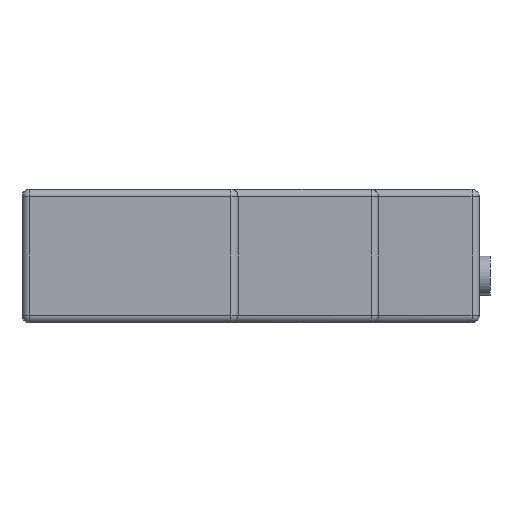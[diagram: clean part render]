
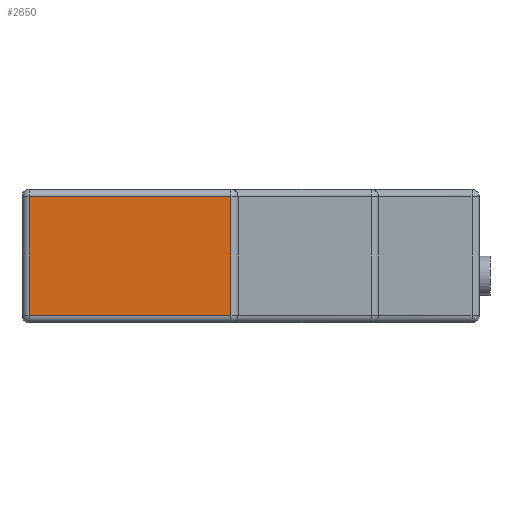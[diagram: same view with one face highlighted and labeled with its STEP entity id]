
A CAD part, front view. The second image highlights one B-rep face of the part: STEP entity #2650.
In plain terms, the highlighted planar face has unit normal (0, -1, 0).
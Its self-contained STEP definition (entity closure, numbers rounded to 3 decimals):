
#1 = LINE ( 'NONE', #356, #2083 ) ;
#25 = CARTESIAN_POINT ( 'NONE',  ( 29., -45.5, 8.25 ) ) ;
#185 = DIRECTION ( 'NONE',  ( -1., 0., 0. ) ) ;
#191 = CARTESIAN_POINT ( 'NONE',  ( 30., -45.5, 8.25 ) ) ;
#309 = VERTEX_POINT ( 'NONE', #831 ) ;
#350 = LINE ( 'NONE', #191, #2445 ) ;
#356 = CARTESIAN_POINT ( 'NONE',  ( 29., -45.5, 9.25 ) ) ;
#357 = DIRECTION ( 'NONE',  ( 0., 0., -1. ) ) ;
#376 = DIRECTION ( 'NONE',  ( 0., 0., 1. ) ) ;
#549 = EDGE_CURVE ( 'NONE', #1513, #701, #1, .T. ) ;
#634 = EDGE_CURVE ( 'NONE', #701, #309, #350, .T. ) ;
#701 = VERTEX_POINT ( 'NONE', #25 ) ;
#740 = DIRECTION ( 'NONE',  ( -1., 0., 0. ) ) ;
#743 = DIRECTION ( 'NONE',  ( 0., 1., 0. ) ) ;
#766 = PLANE ( 'NONE',  #1789 ) ;
#805 = CARTESIAN_POINT ( 'NONE',  ( 30., -45.5, 9.25 ) ) ;
#831 = CARTESIAN_POINT ( 'NONE',  ( 1., -45.5, 8.25 ) ) ;
#972 = CARTESIAN_POINT ( 'NONE',  ( 1., -45.5, 9.25 ) ) ;
#1063 = ORIENTED_EDGE ( 'NONE', *, *, #1072, .T. ) ;
#1072 = EDGE_CURVE ( 'NONE', #309, #1204, #1555, .T. ) ;
#1204 = VERTEX_POINT ( 'NONE', #3242 ) ;
#1238 = FACE_OUTER_BOUND ( 'NONE', #2430, .T. ) ;
#1513 = VERTEX_POINT ( 'NONE', #2129 ) ;
#1529 = EDGE_CURVE ( 'NONE', #1204, #1513, #2631, .T. ) ;
#1555 = LINE ( 'NONE', #972, #2723 ) ;
#1597 = ORIENTED_EDGE ( 'NONE', *, *, #549, .T. ) ;
#1789 = AXIS2_PLACEMENT_3D ( 'NONE', #805, #743, #740 ) ;
#1943 = VECTOR ( 'NONE', #3073, 1000. ) ;
#2083 = VECTOR ( 'NONE', #376, 1000. ) ;
#2129 = CARTESIAN_POINT ( 'NONE',  ( 29., -45.5, -8.25 ) ) ;
#2430 = EDGE_LOOP ( 'NONE', ( #2928, #1063, #2759, #1597 ) ) ;
#2445 = VECTOR ( 'NONE', #185, 1000. ) ;
#2631 = LINE ( 'NONE', #3071, #1943 ) ;
#2650 = ADVANCED_FACE ( 'NONE', ( #1238 ), #766, .F. ) ;
#2723 = VECTOR ( 'NONE', #357, 1000. ) ;
#2759 = ORIENTED_EDGE ( 'NONE', *, *, #1529, .T. ) ;
#2928 = ORIENTED_EDGE ( 'NONE', *, *, #634, .T. ) ;
#3071 = CARTESIAN_POINT ( 'NONE',  ( 30., -45.5, -8.25 ) ) ;
#3073 = DIRECTION ( 'NONE',  ( 1., 0., 0. ) ) ;
#3242 = CARTESIAN_POINT ( 'NONE',  ( 1., -45.5, -8.25 ) ) ;
